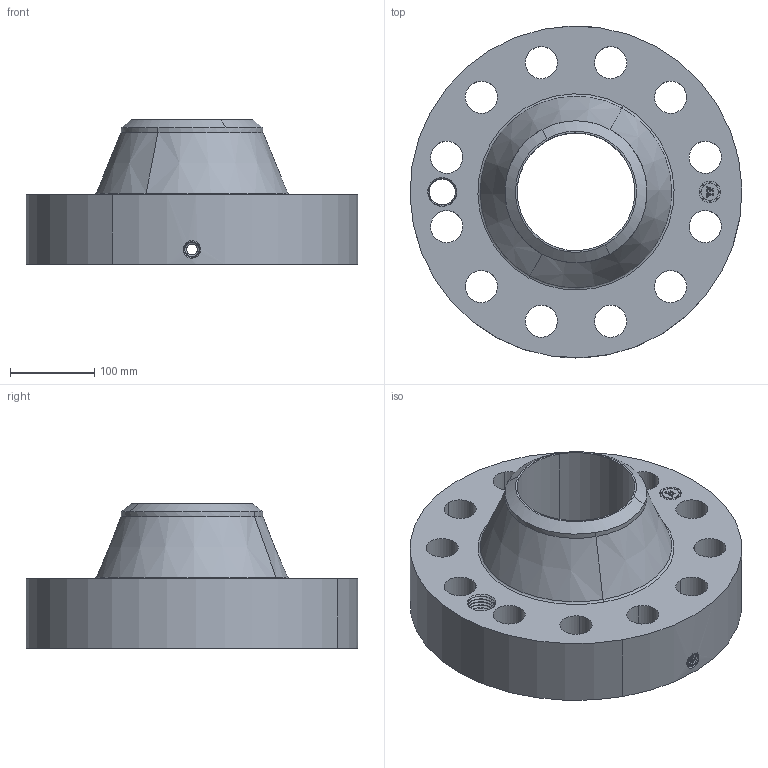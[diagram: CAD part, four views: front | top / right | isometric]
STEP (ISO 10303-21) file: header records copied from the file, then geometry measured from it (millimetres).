
FILE_DESCRIPTION(('3D STEP'),'2;1');
FILE_NAME('6-1500-FF-WELD-NECK-120-ORIF-FLANGE.stp','2013-11-03T18:27:16+00:00',('Texas Flange'),(''),'CATIA Version 5 Release 20 SP 6 (IN-10)','CATIA V5 STEP AP214','800-826-3801');
FILE_SCHEMA(('AUTOMOTIVE_DESIGN { 1 0 10303 214 1 1 1 1 }'));
Length unit declared in the file: inch
Products named in the file (1): 6-1500-FF-WELD-NECK-120-ORIF-FLANGE
Bounding box: 393.59 x 393.7 x 171.45 mm (x, y, z)
Volume: 8787345.2 mm3; surface area: 538879.6 mm2
Topology: 1 solids, 1 shells, 801 faces, 2178 edges, 1397 vertices
Faces by surface type: plane 368, bspline 270, cylinder 109, cone 48, revolution 4, torus 2
Entity records: 34449 total; most frequent: CARTESIAN_POINT 14699, ORIENTED_EDGE 4356, EDGE_CURVE 2178, DIRECTION 2098, VERTEX_POINT 1397, VECTOR 1196, LINE 1196, B_SPLINE_CURVE_WITH_KNOTS 858
